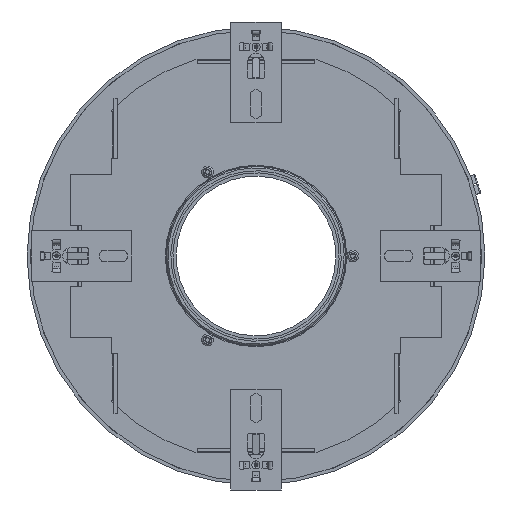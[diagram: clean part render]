
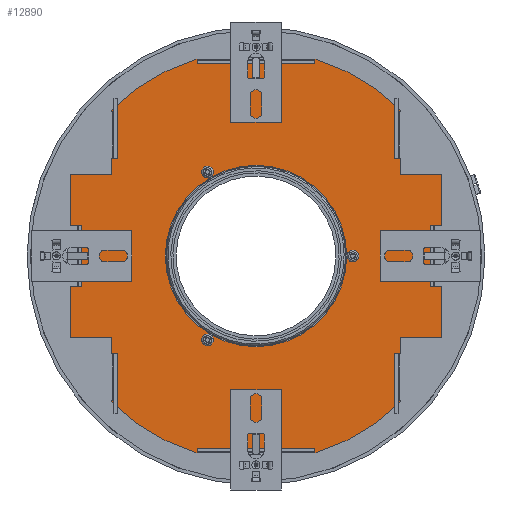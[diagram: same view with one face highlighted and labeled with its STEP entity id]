
A CAD part, front view. The second image highlights one B-rep face of the part: STEP entity #12890.
In plain terms, the highlighted face is planar.
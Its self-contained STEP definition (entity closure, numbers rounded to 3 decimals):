
#1315 = DIRECTION ( 'NONE',  ( 0., 0., -1. ) ) ;
#1646 = AXIS2_PLACEMENT_3D ( 'NONE', #12619, #24379, #7688 ) ;
#2433 = AXIS2_PLACEMENT_3D ( 'NONE', #13150, #3784, #6146 ) ;
#2523 = CARTESIAN_POINT ( 'NONE',  ( 0., 0., 0. ) ) ;
#3784 = DIRECTION ( 'NONE',  ( 0., 0., 1. ) ) ;
#4119 = VERTEX_POINT ( 'NONE', #28918 ) ;
#4907 = DIRECTION ( 'NONE',  ( 0., 0., 1. ) ) ;
#5136 = VERTEX_POINT ( 'NONE', #7751 ) ;
#6146 = DIRECTION ( 'NONE',  ( 1., 0., 0. ) ) ;
#7647 = EDGE_LOOP ( 'NONE', ( #20707, #27217 ) ) ;
#7688 = DIRECTION ( 'NONE',  ( 1., 0., 0. ) ) ;
#7751 = CARTESIAN_POINT ( 'NONE',  ( 54.25, 0., 0. ) ) ;
#7752 = AXIS2_PLACEMENT_3D ( 'NONE', #2523, #4907, #14272 ) ;
#7814 = CIRCLE ( 'NONE', #29853, 54.25 ) ;
#8225 = DIRECTION ( 'NONE',  ( -1., 0., 0. ) ) ;
#8270 = CIRCLE ( 'NONE', #2433, 132.7 ) ;
#9021 = CIRCLE ( 'NONE', #26098, 54.25 ) ;
#9123 = ORIENTED_EDGE ( 'NONE', *, *, #28555, .F. ) ;
#9632 = CARTESIAN_POINT ( 'NONE',  ( 0., 0., 0. ) ) ;
#12619 = CARTESIAN_POINT ( 'NONE',  ( 0., 0., 0. ) ) ;
#12890 = ADVANCED_FACE ( 'NONE', ( #14428, #30059 ), #14704, .F. ) ;
#13150 = CARTESIAN_POINT ( 'NONE',  ( 0., 0., 0. ) ) ;
#14272 = DIRECTION ( 'NONE',  ( 1., 0., 0. ) ) ;
#14428 = FACE_BOUND ( 'NONE', #15735, .T. ) ;
#14704 = PLANE ( 'NONE',  #1646 ) ;
#15735 = EDGE_LOOP ( 'NONE', ( #9123, #27394 ) ) ;
#15991 = EDGE_CURVE ( 'NONE', #4119, #16365, #8270, .T. ) ;
#16365 = VERTEX_POINT ( 'NONE', #24252 ) ;
#20697 = EDGE_CURVE ( 'NONE', #5136, #22215, #9021, .T. ) ;
#20707 = ORIENTED_EDGE ( 'NONE', *, *, #15991, .F. ) ;
#22215 = VERTEX_POINT ( 'NONE', #26188 ) ;
#23421 = EDGE_CURVE ( 'NONE', #16365, #4119, #28015, .T. ) ;
#24003 = DIRECTION ( 'NONE',  ( 0., 0., -1. ) ) ;
#24252 = CARTESIAN_POINT ( 'NONE',  ( 132.7, 0., 0. ) ) ;
#24379 = DIRECTION ( 'NONE',  ( 0., 0., 1. ) ) ;
#26098 = AXIS2_PLACEMENT_3D ( 'NONE', #9632, #24003, #26390 ) ;
#26188 = CARTESIAN_POINT ( 'NONE',  ( -54.25, 0., 0. ) ) ;
#26390 = DIRECTION ( 'NONE',  ( -1., 0., 0. ) ) ;
#27217 = ORIENTED_EDGE ( 'NONE', *, *, #23421, .F. ) ;
#27394 = ORIENTED_EDGE ( 'NONE', *, *, #20697, .F. ) ;
#27396 = CARTESIAN_POINT ( 'NONE',  ( 0., 0., 0. ) ) ;
#28015 = CIRCLE ( 'NONE', #7752, 132.7 ) ;
#28555 = EDGE_CURVE ( 'NONE', #22215, #5136, #7814, .T. ) ;
#28918 = CARTESIAN_POINT ( 'NONE',  ( -132.7, 0., 0. ) ) ;
#29853 = AXIS2_PLACEMENT_3D ( 'NONE', #27396, #1315, #8225 ) ;
#30059 = FACE_OUTER_BOUND ( 'NONE', #7647, .T. ) ;
